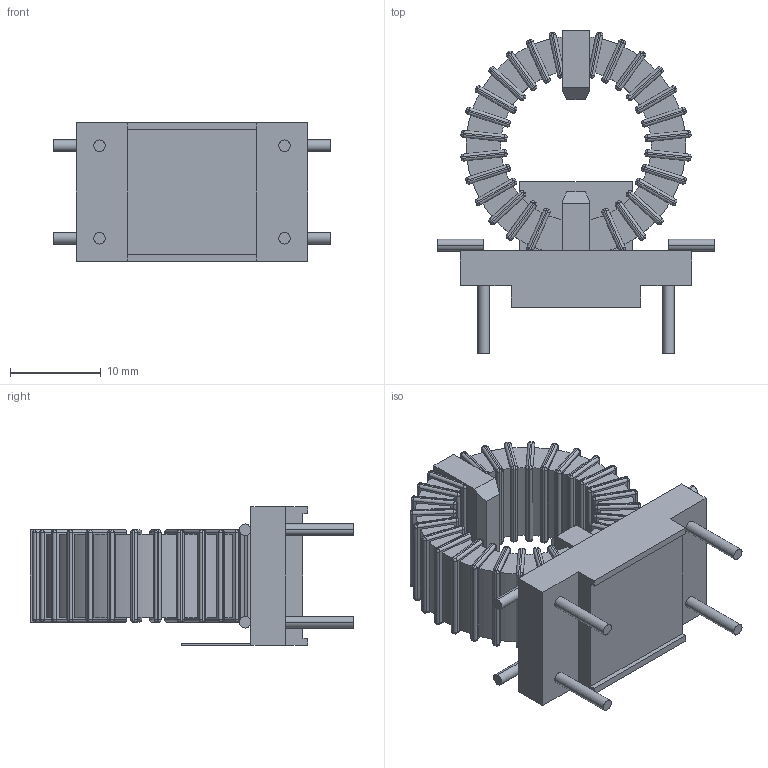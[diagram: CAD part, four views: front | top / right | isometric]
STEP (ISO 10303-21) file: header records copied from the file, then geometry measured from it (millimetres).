
FILE_DESCRIPTION((''),'2;1');
FILE_NAME('8104-RC','2012-08-14T',('ryans'),('Bourns, Inc.'),'PRO/ENGINEER BY PARAMETRIC TECHNOLOGY CORPORATION, 2010100','PRO/ENGINEER BY PARAMETRIC TECHNOLOGY CORPORATION, 2010100','');
FILE_SCHEMA(('CONFIG_CONTROL_DESIGN'));
Length unit declared in the file: inch
Products named in the file (1): 8104-RC
Bounding box: 30.48 x 35.56 x 15.24 mm (x, y, z)
Volume: 4706 mm3; surface area: 4021.4 mm2
Topology: 5 solids, 5 shells, 847 faces, 1744 edges, 960 vertices
Faces by surface type: cylinder 380, plane 259, sphere 208
Entity records: 21895 total; most frequent: DIRECTION 4198, CARTESIAN_POINT 3620, ORIENTED_EDGE 3488, EDGE_CURVE 1744, AXIS2_PLACEMENT_3D 1619, VECTOR 960, LINE 960, VERTEX_POINT 960
